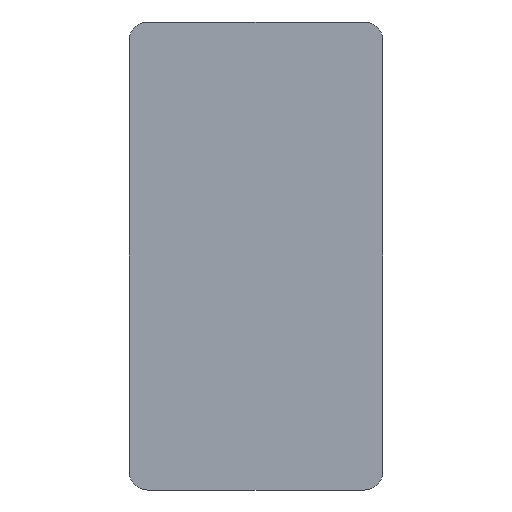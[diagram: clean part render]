
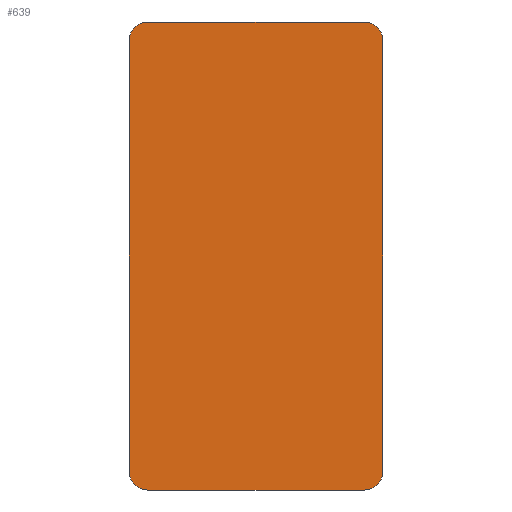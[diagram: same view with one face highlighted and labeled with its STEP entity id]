
A CAD part, front view. The second image highlights one B-rep face of the part: STEP entity #639.
In plain terms, the highlighted planar face has unit normal (0, -1, 0).
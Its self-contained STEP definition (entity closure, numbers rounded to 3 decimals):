
#24=CIRCLE('',#691,2.);
#25=CIRCLE('',#694,2.);
#26=CIRCLE('',#695,2.);
#27=CIRCLE('',#696,2.);
#73=FACE_OUTER_BOUND('',#111,.T.);
#111=EDGE_LOOP('',(#471,#472,#473,#474,#475,#476,#477,#478));
#172=LINE('',#1012,#236);
#175=LINE('',#1018,#239);
#176=LINE('',#1022,#240);
#177=LINE('',#1026,#241);
#236=VECTOR('',#802,10.);
#239=VECTOR('',#807,10.);
#240=VECTOR('',#810,10.);
#241=VECTOR('',#813,10.);
#293=VERTEX_POINT('',#1005);
#294=VERTEX_POINT('',#1007);
#295=VERTEX_POINT('',#1011);
#297=VERTEX_POINT('',#1017);
#298=VERTEX_POINT('',#1019);
#299=VERTEX_POINT('',#1021);
#300=VERTEX_POINT('',#1023);
#301=VERTEX_POINT('',#1025);
#360=EDGE_CURVE('',#293,#294,#24,.T.);
#362=EDGE_CURVE('',#295,#294,#172,.T.);
#365=EDGE_CURVE('',#293,#297,#175,.T.);
#366=EDGE_CURVE('',#298,#297,#25,.T.);
#367=EDGE_CURVE('',#298,#299,#176,.T.);
#368=EDGE_CURVE('',#300,#299,#26,.T.);
#369=EDGE_CURVE('',#300,#301,#177,.T.);
#370=EDGE_CURVE('',#295,#301,#27,.T.);
#471=ORIENTED_EDGE('',*,*,#360,.F.);
#472=ORIENTED_EDGE('',*,*,#365,.T.);
#473=ORIENTED_EDGE('',*,*,#366,.F.);
#474=ORIENTED_EDGE('',*,*,#367,.T.);
#475=ORIENTED_EDGE('',*,*,#368,.F.);
#476=ORIENTED_EDGE('',*,*,#369,.T.);
#477=ORIENTED_EDGE('',*,*,#370,.F.);
#478=ORIENTED_EDGE('',*,*,#362,.T.);
#616=PLANE('',#693);
#639=ADVANCED_FACE('',(#73),#616,.F.);
#691=AXIS2_PLACEMENT_3D('',#1008,#797,#798);
#693=AXIS2_PLACEMENT_3D('',#1016,#805,#806);
#694=AXIS2_PLACEMENT_3D('',#1020,#808,#809);
#695=AXIS2_PLACEMENT_3D('',#1024,#811,#812);
#696=AXIS2_PLACEMENT_3D('',#1027,#814,#815);
#797=DIRECTION('center_axis',(0.,1.,0.));
#798=DIRECTION('ref_axis',(0.707,0.,0.707));
#802=DIRECTION('',(0.,0.,1.));
#805=DIRECTION('center_axis',(0.,1.,0.));
#806=DIRECTION('ref_axis',(1.,0.,0.));
#807=DIRECTION('',(-1.,0.,0.));
#808=DIRECTION('center_axis',(0.,1.,0.));
#809=DIRECTION('ref_axis',(-0.707,0.,0.707));
#810=DIRECTION('',(0.,0.,-1.));
#811=DIRECTION('center_axis',(0.,1.,0.));
#812=DIRECTION('ref_axis',(-0.707,0.,-0.707));
#813=DIRECTION('',(1.,0.,0.));
#814=DIRECTION('center_axis',(0.,1.,0.));
#815=DIRECTION('ref_axis',(0.707,0.,-0.707));
#1005=CARTESIAN_POINT('',(11.45,0.,24.8));
#1007=CARTESIAN_POINT('',(13.45,0.,22.8));
#1008=CARTESIAN_POINT('Origin',(11.45,0.,22.8));
#1011=CARTESIAN_POINT('',(13.45,0.,-22.8));
#1012=CARTESIAN_POINT('',(13.45,0.,-24.8));
#1016=CARTESIAN_POINT('Origin',(0.,0.,0.));
#1017=CARTESIAN_POINT('',(-11.45,0.,24.8));
#1018=CARTESIAN_POINT('',(13.45,0.,24.8));
#1019=CARTESIAN_POINT('',(-13.45,0.,22.8));
#1020=CARTESIAN_POINT('Origin',(-11.45,0.,22.8));
#1021=CARTESIAN_POINT('',(-13.45,0.,-22.8));
#1022=CARTESIAN_POINT('',(-13.45,0.,24.8));
#1023=CARTESIAN_POINT('',(-11.45,0.,-24.8));
#1024=CARTESIAN_POINT('Origin',(-11.45,0.,-22.8));
#1025=CARTESIAN_POINT('',(11.45,0.,-24.8));
#1026=CARTESIAN_POINT('',(-13.45,0.,-24.8));
#1027=CARTESIAN_POINT('Origin',(11.45,0.,-22.8));
